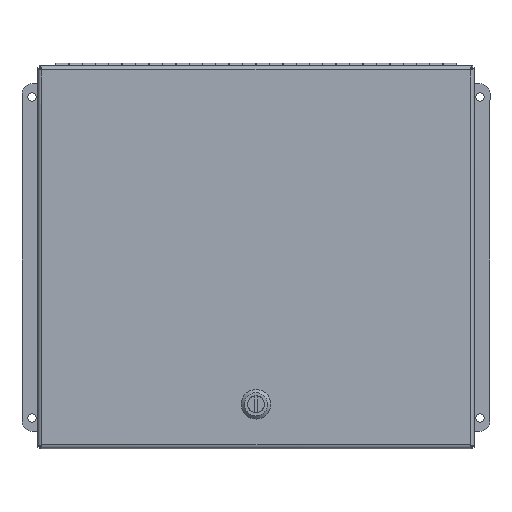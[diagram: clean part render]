
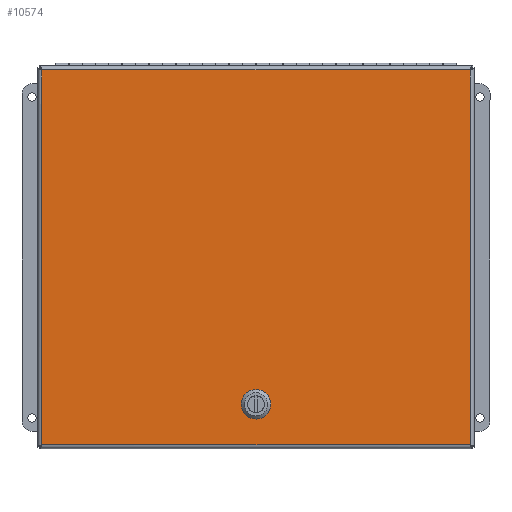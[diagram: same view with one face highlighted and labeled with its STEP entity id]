
A CAD part, top view. The second image highlights one B-rep face of the part: STEP entity #10574.
In plain terms, the highlighted face is planar.
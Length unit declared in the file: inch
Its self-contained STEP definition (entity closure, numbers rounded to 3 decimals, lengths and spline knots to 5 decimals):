
#222=FACE_BOUND('',#1530,.T.);
#534=PLANE('',#11221);
#898=FACE_OUTER_BOUND('',#1529,.T.);
#1529=EDGE_LOOP('',(#7165,#7166,#7167,#7168));
#1530=EDGE_LOOP('',(#7169,#7170,#7171,#7172,#7173,#7174,#7175,#7176));
#2272=LINE('',#15232,#3235);
#2276=LINE('',#15244,#3239);
#2280=LINE('',#15256,#3243);
#2284=LINE('',#15267,#3247);
#2287=LINE('',#15282,#3250);
#2303=LINE('',#15384,#3266);
#2318=LINE('',#15484,#3281);
#2333=LINE('',#15583,#3296);
#3235=VECTOR('',#12215,0.41231);
#3239=VECTOR('',#12227,0.41231);
#3243=VECTOR('',#12239,0.41231);
#3247=VECTOR('',#12251,0.41231);
#3250=VECTOR('',#12256,16.007);
#3266=VECTOR('',#12286,14.007);
#3281=VECTOR('',#12315,16.007);
#3296=VECTOR('',#12344,14.007);
#4196=CIRCLE('',#11178,0.45);
#4198=CIRCLE('',#11182,0.45);
#4200=CIRCLE('',#11186,0.45);
#4202=CIRCLE('',#11190,0.45);
#4578=VERTEX_POINT('',#15222);
#4579=VERTEX_POINT('',#15223);
#4582=VERTEX_POINT('',#15231);
#4584=VERTEX_POINT('',#15237);
#4586=VERTEX_POINT('',#15243);
#4588=VERTEX_POINT('',#15249);
#4590=VERTEX_POINT('',#15255);
#4592=VERTEX_POINT('',#15261);
#4596=VERTEX_POINT('',#15273);
#4597=VERTEX_POINT('',#15281);
#4608=VERTEX_POINT('',#15376);
#4618=VERTEX_POINT('',#15476);
#5521=EDGE_CURVE('',#4578,#4579,#4196,.T.);
#5525=EDGE_CURVE('',#4582,#4578,#2272,.T.);
#5528=EDGE_CURVE('',#4584,#4582,#4198,.T.);
#5531=EDGE_CURVE('',#4586,#4584,#2276,.T.);
#5534=EDGE_CURVE('',#4588,#4586,#4200,.T.);
#5537=EDGE_CURVE('',#4590,#4588,#2280,.T.);
#5540=EDGE_CURVE('',#4592,#4590,#4202,.T.);
#5543=EDGE_CURVE('',#4579,#4592,#2284,.T.);
#5547=EDGE_CURVE('',#4597,#4596,#2287,.T.);
#5567=EDGE_CURVE('',#4596,#4608,#2303,.T.);
#5586=EDGE_CURVE('',#4608,#4618,#2318,.T.);
#5605=EDGE_CURVE('',#4618,#4597,#2333,.T.);
#7165=ORIENTED_EDGE('',*,*,#5547,.T.);
#7166=ORIENTED_EDGE('',*,*,#5567,.T.);
#7167=ORIENTED_EDGE('',*,*,#5586,.T.);
#7168=ORIENTED_EDGE('',*,*,#5605,.T.);
#7169=ORIENTED_EDGE('',*,*,#5521,.T.);
#7170=ORIENTED_EDGE('',*,*,#5543,.T.);
#7171=ORIENTED_EDGE('',*,*,#5540,.T.);
#7172=ORIENTED_EDGE('',*,*,#5537,.T.);
#7173=ORIENTED_EDGE('',*,*,#5534,.T.);
#7174=ORIENTED_EDGE('',*,*,#5531,.T.);
#7175=ORIENTED_EDGE('',*,*,#5528,.T.);
#7176=ORIENTED_EDGE('',*,*,#5525,.T.);
#10574=ADVANCED_FACE('',(#898,#222),#534,.F.);
#11178=AXIS2_PLACEMENT_3D('',#15224,#12207,#12208);
#11182=AXIS2_PLACEMENT_3D('',#15238,#12220,#12221);
#11186=AXIS2_PLACEMENT_3D('',#15250,#12232,#12233);
#11190=AXIS2_PLACEMENT_3D('',#15262,#12244,#12245);
#11221=AXIS2_PLACEMENT_3D('',#15669,#12369,#12370);
#12207=DIRECTION('center_axis',(0.,0.,1.));
#12208=DIRECTION('ref_axis',(-0.889,0.458,0.));
#12215=DIRECTION('',(-1.,0.,0.));
#12220=DIRECTION('center_axis',(0.,0.,1.));
#12221=DIRECTION('ref_axis',(0.458,0.889,0.));
#12227=DIRECTION('',(0.,1.,0.));
#12232=DIRECTION('center_axis',(0.,0.,1.));
#12233=DIRECTION('ref_axis',(0.889,-0.458,0.));
#12239=DIRECTION('',(1.,0.,0.));
#12244=DIRECTION('center_axis',(0.,0.,1.));
#12245=DIRECTION('ref_axis',(-0.458,-0.889,0.));
#12251=DIRECTION('',(0.,-1.,0.));
#12256=DIRECTION('',(0.,-1.,0.));
#12286=DIRECTION('',(-1.,0.,0.));
#12315=DIRECTION('',(0.,1.,0.));
#12344=DIRECTION('',(1.,0.,0.));
#12369=DIRECTION('center_axis',(0.,0.,1.));
#12370=DIRECTION('ref_axis',(1.,0.,0.));
#15222=CARTESIAN_POINT('',(12.44634,8.55625,0.));
#15223=CARTESIAN_POINT('',(12.2525,8.36241,0.));
#15224=CARTESIAN_POINT('Origin',(12.6525,8.15625,0.));
#15231=CARTESIAN_POINT('',(12.85866,8.55625,0.));
#15232=CARTESIAN_POINT('',(10.00745,8.55625,0.));
#15237=CARTESIAN_POINT('',(13.0525,8.36241,0.));
#15238=CARTESIAN_POINT('Origin',(12.6525,8.15625,0.));
#15243=CARTESIAN_POINT('',(13.0525,7.95009,0.));
#15244=CARTESIAN_POINT('',(13.0525,8.05317,0.));
#15249=CARTESIAN_POINT('',(12.85866,7.75625,0.));
#15250=CARTESIAN_POINT('Origin',(12.6525,8.15625,0.));
#15255=CARTESIAN_POINT('',(12.44634,7.75625,0.));
#15256=CARTESIAN_POINT('',(9.8013,7.75625,0.));
#15261=CARTESIAN_POINT('',(12.2525,7.95009,0.));
#15262=CARTESIAN_POINT('Origin',(12.6525,8.15625,0.));
#15267=CARTESIAN_POINT('',(12.2525,8.25933,0.));
#15273=CARTESIAN_POINT('',(14.15975,0.15275,0.));
#15281=CARTESIAN_POINT('',(14.15975,16.15975,0.));
#15282=CARTESIAN_POINT('',(14.15975,12.158,0.));
#15376=CARTESIAN_POINT('',(0.15275,0.15275,0.));
#15384=CARTESIAN_POINT('',(10.658,0.15275,0.));
#15476=CARTESIAN_POINT('',(0.15275,16.15975,0.));
#15484=CARTESIAN_POINT('',(0.15275,4.1545,0.));
#15583=CARTESIAN_POINT('',(3.6545,16.15975,0.));
#15669=CARTESIAN_POINT('Origin',(7.15625,8.15625,0.));
